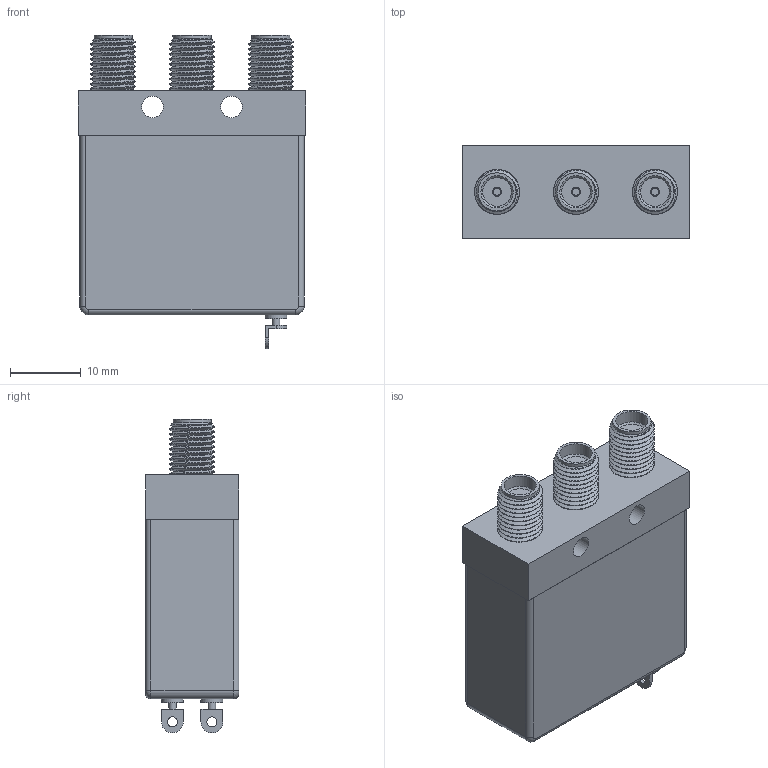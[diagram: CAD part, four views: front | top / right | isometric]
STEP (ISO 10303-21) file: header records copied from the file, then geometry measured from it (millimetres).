
FILE_DESCRIPTION (( 'STEP AP203' ), '1' );
FILE_NAME ('FMSW6095.step', '2019-10-22T17:00:56', ( '' ), ( '' ), 'SwSTEP 2.0', 'SolidWorks 2018', '' );
FILE_SCHEMA (( 'CONFIG_CONTROL_DESIGN' ));
Length unit declared in the file: inch
Products named in the file (1): FMSW6095
Bounding box: 32.26 x 13.26 x 44.42 mm (x, y, z)
Volume: 13712 mm3; surface area: 7172.5 mm2
Topology: 6 solids, 6 shells, 897 faces, 2345 edges, 1560 vertices
Faces by surface type: plane 521, bspline 321, cylinder 45, cone 6, torus 4
Full cylindrical faces by diameter (mm): 0.711 x2, 1.016 x3, 1.067 x2, 1.27 x6, 1.422 x2, 3.048 x2, 3.111 x2, 4.572 x3, 5.385 x3
Entity records: 46872 total; most frequent: CARTESIAN_POINT 27007, ORIENTED_EDGE 4614, DIRECTION 2904, EDGE_CURVE 2307, VECTOR 1556, LINE 1556, VERTEX_POINT 1553, EDGE_LOOP 1042
